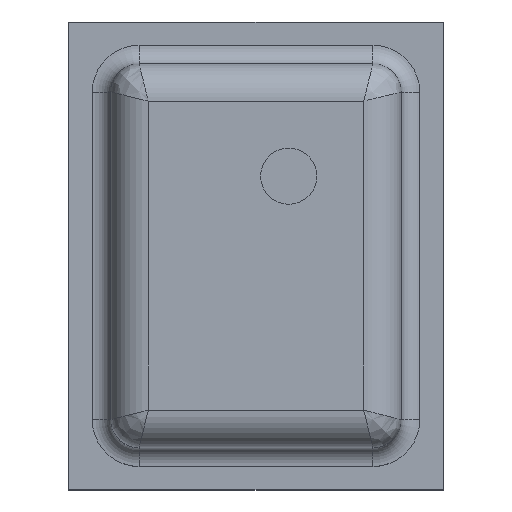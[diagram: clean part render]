
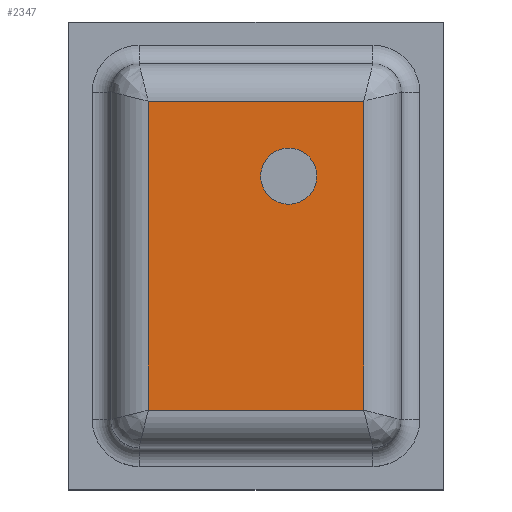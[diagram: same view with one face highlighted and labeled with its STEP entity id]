
A CAD part, top view. The second image highlights one B-rep face of the part: STEP entity #2347.
In plain terms, the highlighted planar face has unit normal (0, 0, 1).
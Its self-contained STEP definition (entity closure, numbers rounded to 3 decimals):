
#1690 = VERTEX_POINT('',#1691);
#1691 = CARTESIAN_POINT('',(0.325,0.425,1.));
#1697 = EDGE_CURVE('',#1698,#1690,#1700,.T.);
#1698 = VERTEX_POINT('',#1699);
#1699 = CARTESIAN_POINT('',(0.025,0.425,1.));
#1700 = CIRCLE('',#1701,0.15);
#1701 = AXIS2_PLACEMENT_3D('',#1702,#1703,#1704);
#1702 = CARTESIAN_POINT('',(0.175,0.425,1.));
#1703 = DIRECTION('',(0.,0.,1.));
#1704 = DIRECTION('',(1.,0.,0.));
#2347 = ADVANCED_FACE('',(#2348,#2358),#2392,.T.);
#2348 = FACE_BOUND('',#2349,.T.);
#2349 = EDGE_LOOP('',(#2350,#2357));
#2350 = ORIENTED_EDGE('',*,*,#2351,.F.);
#2351 = EDGE_CURVE('',#1690,#1698,#2352,.T.);
#2352 = CIRCLE('',#2353,0.15);
#2353 = AXIS2_PLACEMENT_3D('',#2354,#2355,#2356);
#2354 = CARTESIAN_POINT('',(0.175,0.425,1.));
#2355 = DIRECTION('',(0.,0.,1.));
#2356 = DIRECTION('',(1.,0.,0.));
#2357 = ORIENTED_EDGE('',*,*,#1697,.F.);
#2358 = FACE_BOUND('',#2359,.T.);
#2359 = EDGE_LOOP('',(#2360,#2370,#2378,#2386));
#2360 = ORIENTED_EDGE('',*,*,#2361,.T.);
#2361 = EDGE_CURVE('',#2362,#2364,#2366,.T.);
#2362 = VERTEX_POINT('',#2363);
#2363 = CARTESIAN_POINT('',(-0.575,0.825,1.));
#2364 = VERTEX_POINT('',#2365);
#2365 = CARTESIAN_POINT('',(-0.575,-0.825,1.));
#2366 = LINE('',#2367,#2368);
#2367 = CARTESIAN_POINT('',(-0.575,-0.875,1.));
#2368 = VECTOR('',#2369,1.);
#2369 = DIRECTION('',(0.,-1.,0.));
#2370 = ORIENTED_EDGE('',*,*,#2371,.T.);
#2371 = EDGE_CURVE('',#2364,#2372,#2374,.T.);
#2372 = VERTEX_POINT('',#2373);
#2373 = CARTESIAN_POINT('',(0.575,-0.825,1.));
#2374 = LINE('',#2375,#2376);
#2375 = CARTESIAN_POINT('',(0.625,-0.825,1.));
#2376 = VECTOR('',#2377,1.);
#2377 = DIRECTION('',(1.,0.,0.));
#2378 = ORIENTED_EDGE('',*,*,#2379,.T.);
#2379 = EDGE_CURVE('',#2372,#2380,#2382,.T.);
#2380 = VERTEX_POINT('',#2381);
#2381 = CARTESIAN_POINT('',(0.575,0.825,1.));
#2382 = LINE('',#2383,#2384);
#2383 = CARTESIAN_POINT('',(0.575,0.875,1.));
#2384 = VECTOR('',#2385,1.);
#2385 = DIRECTION('',(0.,1.,0.));
#2386 = ORIENTED_EDGE('',*,*,#2387,.T.);
#2387 = EDGE_CURVE('',#2380,#2362,#2388,.T.);
#2388 = LINE('',#2389,#2390);
#2389 = CARTESIAN_POINT('',(-0.625,0.825,1.));
#2390 = VECTOR('',#2391,1.);
#2391 = DIRECTION('',(-1.,0.,0.));
#2392 = PLANE('',#2393);
#2393 = AXIS2_PLACEMENT_3D('',#2394,#2395,#2396);
#2394 = CARTESIAN_POINT('',(0.,0.,1.));
#2395 = DIRECTION('',(0.,0.,1.));
#2396 = DIRECTION('',(1.,0.,0.));
